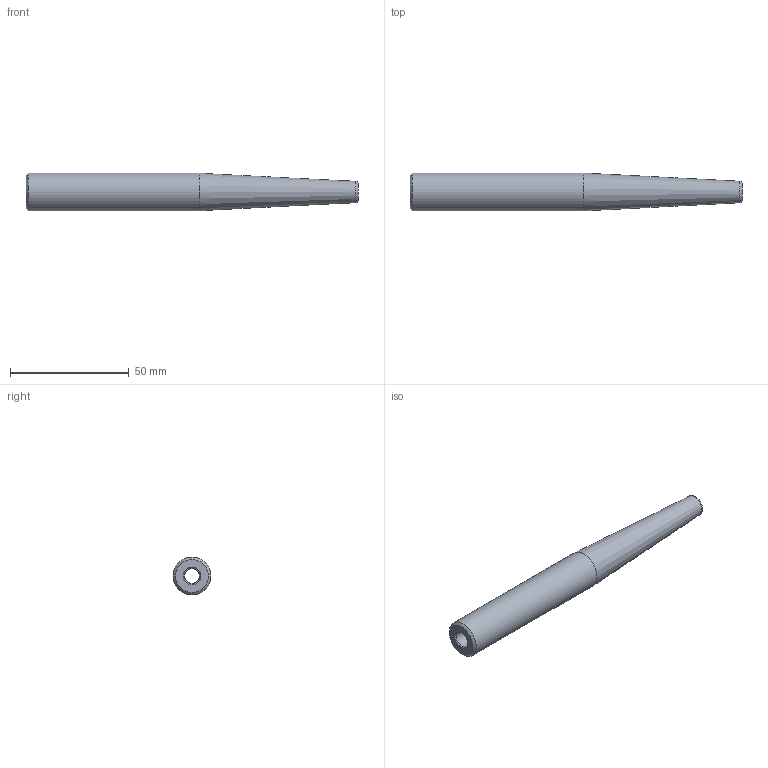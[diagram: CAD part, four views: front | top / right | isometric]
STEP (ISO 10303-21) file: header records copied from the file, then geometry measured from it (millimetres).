
FILE_DESCRIPTION(/* description */ (''),/* implementation_level */ '2;1');
FILE_NAME(/* name */ 'S16-SN06-140.stp',/* time_stamp */ '2019-07-09T10:49:39-05:00',/* author */ ('ldfli'),/* organization */ (''),/* preprocessor_version */ 'ST-DEVELOPER v18',/* originating_system */ 'Autodesk Inventor LT',/* authorisation */ '');
FILE_SCHEMA (('AUTOMOTIVE_DESIGN { 1 0 10303 214 3 1 1 }'));
Length unit declared in the file: millimetre
Products named in the file (1): S16-SN06-140
Bounding box: 140 x 16 x 16 mm (x, y, z)
Volume: 17903.2 mm3; surface area: 9462.7 mm2
Topology: 1 solids, 1 shells, 10 faces, 31 edges, 22 vertices
Faces by surface type: cone 5, cylinder 3, plane 1, torus 1
Full cylindrical faces by diameter (mm): 6 x1, 7 x1, 16 x1
Entity records: 415 total; most frequent: DIRECTION 76, CARTESIAN_POINT 64, ORIENTED_EDGE 62, AXIS2_PLACEMENT_3D 34, EDGE_CURVE 31, CIRCLE 23, VERTEX_POINT 22, EDGE_LOOP 11
